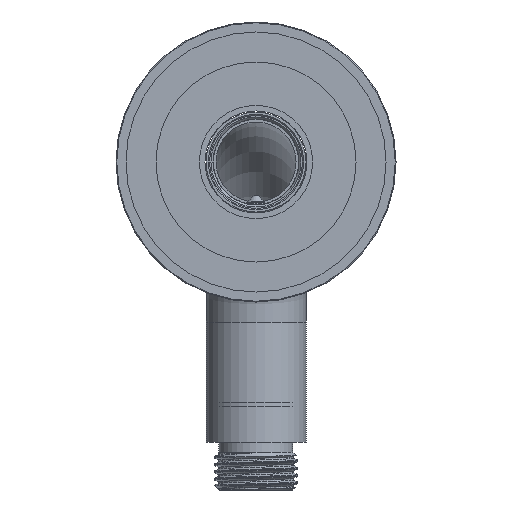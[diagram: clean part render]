
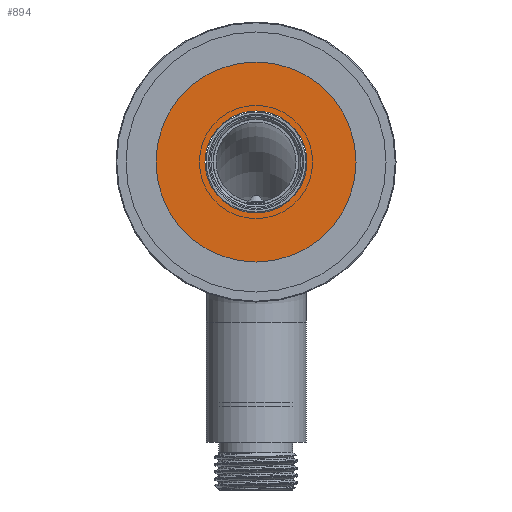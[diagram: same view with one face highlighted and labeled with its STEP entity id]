
A CAD part, left-side view. The second image highlights one B-rep face of the part: STEP entity #894.
In plain terms, the highlighted planar face has unit normal (-1, 0, 0).
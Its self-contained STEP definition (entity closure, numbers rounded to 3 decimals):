
#139=CIRCLE('',#1271,12.75);
#146=CIRCLE('',#1284,25.);
#265=ORIENTED_EDGE('',*,*,#434,.F.);
#266=ORIENTED_EDGE('',*,*,#427,.F.);
#427=EDGE_CURVE('',#523,#523,#139,.F.);
#434=EDGE_CURVE('',#530,#530,#146,.T.);
#523=VERTEX_POINT('',#2876);
#530=VERTEX_POINT('',#2896);
#657=EDGE_LOOP('',(#265));
#658=EDGE_LOOP('',(#266));
#771=FACE_BOUND('',#657,.T.);
#772=FACE_BOUND('',#658,.T.);
#859=PLANE('',#1289);
#894=ADVANCED_FACE('',(#771,#772),#859,.F.);
#1271=AXIS2_PLACEMENT_3D('',#2875,#1431,#1432);
#1284=AXIS2_PLACEMENT_3D('',#2895,#1457,#1458);
#1289=AXIS2_PLACEMENT_3D('',#2903,#1467,#1468);
#1431=DIRECTION('',(1.,0.,0.));
#1432=DIRECTION('',(0.,0.,-1.));
#1457=DIRECTION('',(1.,0.,0.));
#1458=DIRECTION('',(0.,-1.,0.));
#1467=DIRECTION('',(1.,0.,0.));
#1468=DIRECTION('',(0.,0.,-1.));
#2875=CARTESIAN_POINT('',(0.5,0.,0.));
#2876=CARTESIAN_POINT('',(0.5,0.,-12.75));
#2895=CARTESIAN_POINT('',(0.5,0.,0.));
#2896=CARTESIAN_POINT('',(0.5,-25.,0.));
#2903=CARTESIAN_POINT('',(0.5,0.,0.));
